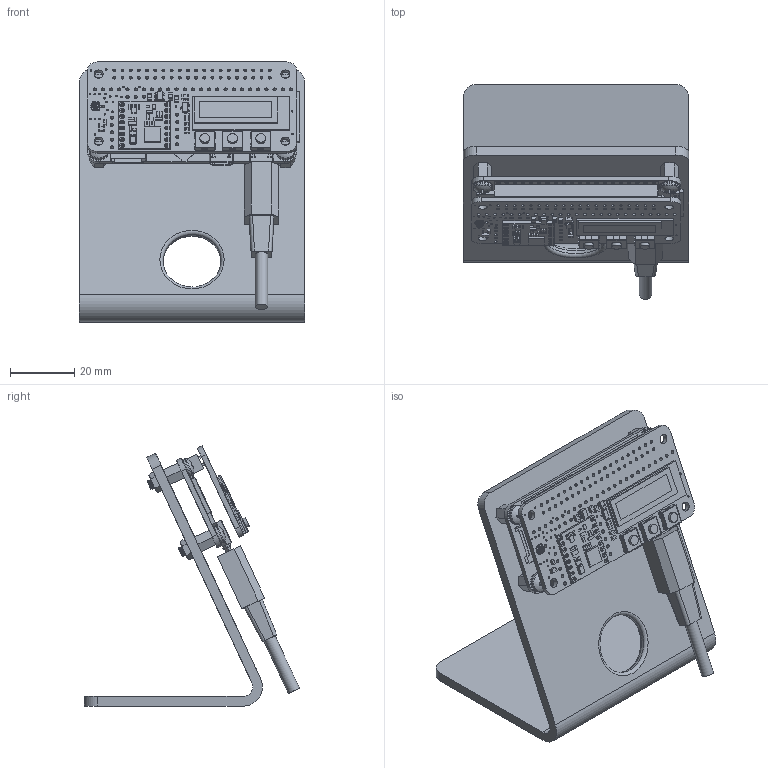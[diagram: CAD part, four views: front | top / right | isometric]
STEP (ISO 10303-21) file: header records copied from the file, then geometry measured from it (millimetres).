
FILE_DESCRIPTION(/* description */ (''),/* implementation_level */ '2;1');
FILE_NAME(/* name */ 'Pi Zero Stand.step',/* time_stamp */ '2019-02-12T08:50:00-05:00',/* author */ ('Adafruit'),/* organization */ (''),/* preprocessor_version */ 'ST-DEVELOPER v17.2',/* originating_system */ 'Autodesk Translation Framework v7.6.0.251',/* authorisation */ '');
FILE_SCHEMA (('AUTOMOTIVE_DESIGN { 1 0 10303 214 3 1 1 }'));
Products named in the file (25): Pi Zero Stand; Parts; Radio Bonnet rev B v9; PCB Component; Board; 10uF; RFM69/9x; AP2112K-3.3; 390K; OLED 128x32; APX803; 6mm; 10K; uFL/SMA; 2x20-female-short-header; Raspberry Pi Zero W 1.3 v2; microUSB B Connector Cable v1; stand; hardware; standoffs; m3 so; screws; m3 x 5mm; nuts; m3 hex nut
Assembly tree (42 placements, depth 5):
  Pi Zero Stand
    Parts
      Radio Bonnet rev B v9
        PCB Component
          Board
          10uF  x5
          RFM69/9x
          AP2112K-3.3
          390K  x4
          OLED 128x32
          APX803
          6mm  x3
          10K
          uFL/SMA
          2x20-female-short-header
      Raspberry Pi Zero W 1.3 v2
      microUSB B Connector Cable v1
    stand
    hardware
      standoffs
        m3 so  x4
      screws
        m3 x 5mm  x4
      nuts
        m3 hex nut  x4
Bounding box: 70 x 66.83 x 80.86 mm (x, y, z)
Volume: 38835.3 mm3; surface area: 38141.6 mm2
Topology: 99 solids, 99 shells, 2721 faces, 6898 edges, 4477 vertices
Faces by surface type: plane 1939, cylinder 629, cone 91, bspline 32, sphere 16, torus 14
Full cylindrical faces by diameter (mm): 0.45 x1, 0.5 x68, 0.8 x16, 0.9 x40, 1 x83, 1.8 x1, 1.95 x1, 2 x2, 2.35 x36, 2.356 x48, 2.65 x4, 2.8 x4, 2.927 x44, 3 x55, 3.8 x1, 6 x8, 18 x1
Entity records: 70412 total; most frequent: CARTESIAN_POINT 16032, ORIENTED_EDGE 10648, DIRECTION 10538, EDGE_CURVE 5324, LINE 4152, VECTOR 4152, VERTEX_POINT 3446, AXIS2_PLACEMENT_3D 3193
